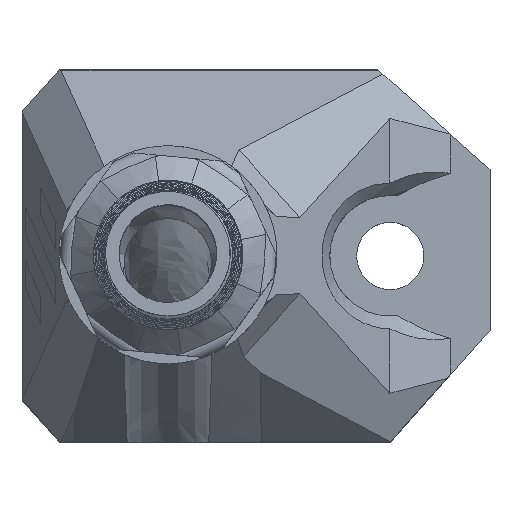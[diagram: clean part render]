
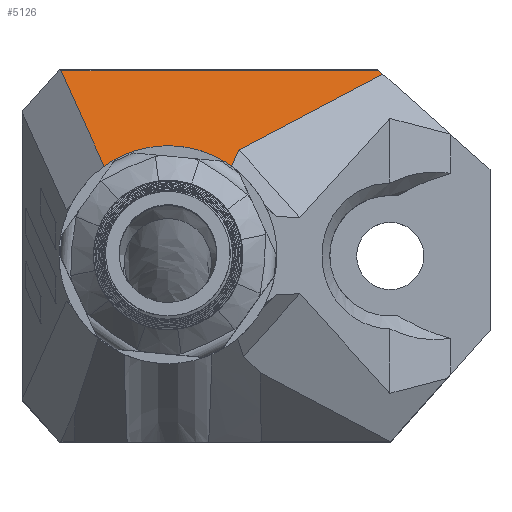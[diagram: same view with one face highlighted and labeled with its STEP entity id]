
A CAD part, top view. The second image highlights one B-rep face of the part: STEP entity #5126.
In plain terms, the highlighted planar face has unit normal (0, 0.866, 0.5).
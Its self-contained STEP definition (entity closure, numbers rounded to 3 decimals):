
#223=PLANE('',#5543);
#540=FACE_OUTER_BOUND('',#831,.T.);
#831=EDGE_LOOP('',(#4431,#4432,#4433,#4434,#4435,#4436));
#1491=LINE('',#13459,#1934);
#1499=LINE('',#13482,#1942);
#1502=LINE('',#13488,#1945);
#1503=LINE('',#13490,#1946);
#1504=LINE('',#13492,#1947);
#1505=LINE('',#13493,#1948);
#1934=VECTOR('',#6533,10.);
#1942=VECTOR('',#6545,10.);
#1945=VECTOR('',#6550,10.);
#1946=VECTOR('',#6551,10.);
#1947=VECTOR('',#6552,10.);
#1948=VECTOR('',#6553,10.);
#2453=VERTEX_POINT('',#13456);
#2454=VERTEX_POINT('',#13458);
#2461=VERTEX_POINT('',#13481);
#2463=VERTEX_POINT('',#13487);
#2464=VERTEX_POINT('',#13489);
#2465=VERTEX_POINT('',#13491);
#3145=EDGE_CURVE('',#2453,#2454,#1491,.T.);
#3154=EDGE_CURVE('',#2461,#2454,#1499,.F.);
#3157=EDGE_CURVE('',#2453,#2463,#1502,.T.);
#3158=EDGE_CURVE('',#2463,#2464,#1503,.T.);
#3159=EDGE_CURVE('',#2464,#2465,#1504,.T.);
#3160=EDGE_CURVE('',#2461,#2465,#1505,.T.);
#4431=ORIENTED_EDGE('',*,*,#3145,.F.);
#4432=ORIENTED_EDGE('',*,*,#3157,.T.);
#4433=ORIENTED_EDGE('',*,*,#3158,.T.);
#4434=ORIENTED_EDGE('',*,*,#3159,.T.);
#4435=ORIENTED_EDGE('',*,*,#3160,.F.);
#4436=ORIENTED_EDGE('',*,*,#3154,.T.);
#5126=ADVANCED_FACE('',(#540),#223,.T.);
#5543=AXIS2_PLACEMENT_3D('',#13486,#6548,#6549);
#6533=DIRECTION('',(0.49,-0.436,0.755));
#6545=DIRECTION('',(-0.688,-0.363,0.628));
#6548=DIRECTION('center_axis',(0.,0.866,0.5));
#6549=DIRECTION('ref_axis',(0.,-0.5,0.866));
#6550=DIRECTION('',(-1.,0.,0.));
#6551=DIRECTION('',(0.22,-0.488,0.845));
#6552=DIRECTION('',(1.,0.,0.));
#6553=DIRECTION('',(-0.22,-0.488,0.845));
#13456=CARTESIAN_POINT('',(10.263,14.888,8.193));
#13458=CARTESIAN_POINT('',(10.592,14.596,8.7));
#13459=CARTESIAN_POINT('',(6.762,18.,2.803));
#13481=CARTESIAN_POINT('',(-0.965,8.505,19.25));
#13482=CARTESIAN_POINT('',(2.369,10.262,16.206));
#13486=CARTESIAN_POINT('Origin',(-14.181,14.888,8.193));
#13487=CARTESIAN_POINT('',(-15.276,14.888,8.193));
#13488=CARTESIAN_POINT('',(-12.003,14.888,8.193));
#13489=CARTESIAN_POINT('',(-10.816,5.,25.321));
#13490=CARTESIAN_POINT('',(-12.16,7.979,20.161));
#13491=CARTESIAN_POINT('',(-2.546,5.,25.321));
#13492=CARTESIAN_POINT('',(-14.181,5.,25.321));
#13493=CARTESIAN_POINT('',(-1.202,7.979,20.161));
